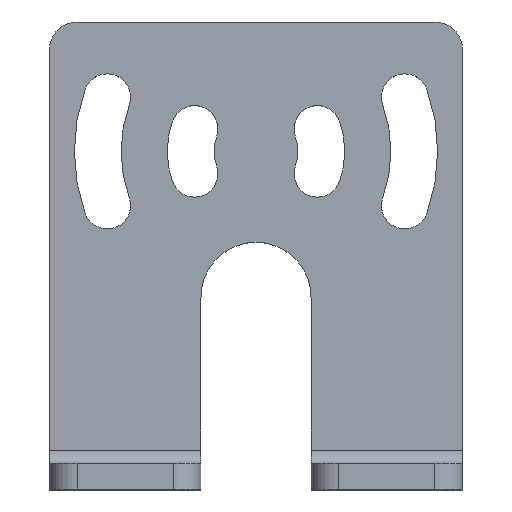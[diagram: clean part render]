
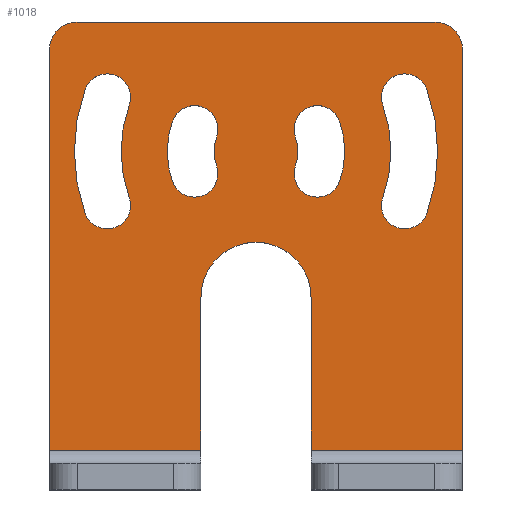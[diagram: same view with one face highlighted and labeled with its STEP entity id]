
A CAD part, top view. The second image highlights one B-rep face of the part: STEP entity #1018.
In plain terms, the highlighted planar face has unit normal (0, 0, 1).
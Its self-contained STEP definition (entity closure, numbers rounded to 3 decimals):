
#127=CARTESIAN_POINT('',(4.464,22.975,1.9));
#128=DIRECTION('',(0.,0.,1.));
#129=DIRECTION('',(-0.94,0.342,0.));
#130=AXIS2_PLACEMENT_3D('',#127,#128,#129);
#132=CARTESIAN_POINT('',(0.,24.6,1.9));
#133=DIRECTION('',(0.,0.,1.));
#134=DIRECTION('',(0.94,-0.342,0.));
#135=AXIS2_PLACEMENT_3D('',#132,#133,#134);
#137=CARTESIAN_POINT('',(4.464,26.225,1.9));
#138=DIRECTION('',(0.,0.,1.));
#139=DIRECTION('',(0.94,0.342,0.));
#140=AXIS2_PLACEMENT_3D('',#137,#138,#139);
#142=CARTESIAN_POINT('',(0.,24.6,1.9));
#143=DIRECTION('',(0.,0.,1.));
#144=DIRECTION('',(0.94,-0.342,0.));
#145=AXIS2_PLACEMENT_3D('',#142,#143,#144);
#147=CARTESIAN_POINT('',(-10.806,28.533,1.9));
#148=DIRECTION('',(0.,0.,1.));
#149=DIRECTION('',(0.94,-0.342,0.));
#150=AXIS2_PLACEMENT_3D('',#147,#148,#149);
#152=CARTESIAN_POINT('',(0.,24.6,1.9));
#153=DIRECTION('',(0.,0.,1.));
#154=DIRECTION('',(-0.94,0.342,0.));
#155=AXIS2_PLACEMENT_3D('',#152,#153,#154);
#157=CARTESIAN_POINT('',(-10.806,20.667,1.9));
#158=DIRECTION('',(0.,0.,1.));
#159=DIRECTION('',(-0.94,-0.342,0.));
#160=AXIS2_PLACEMENT_3D('',#157,#158,#159);
#162=CARTESIAN_POINT('',(0.,24.6,1.9));
#163=DIRECTION('',(0.,0.,1.));
#164=DIRECTION('',(-0.94,0.342,0.));
#165=AXIS2_PLACEMENT_3D('',#162,#163,#164);
#167=CARTESIAN_POINT('',(-4.464,22.975,1.9));
#168=DIRECTION('',(0.,0.,-1.));
#169=DIRECTION('',(0.94,0.342,0.));
#170=AXIS2_PLACEMENT_3D('',#167,#168,#169);
#172=CARTESIAN_POINT('',(0.,24.6,1.9));
#173=DIRECTION('',(0.,0.,-1.));
#174=DIRECTION('',(-0.94,-0.342,0.));
#175=AXIS2_PLACEMENT_3D('',#172,#173,#174);
#177=CARTESIAN_POINT('',(-4.464,26.225,1.9));
#178=DIRECTION('',(0.,0.,-1.));
#179=DIRECTION('',(-0.94,0.342,0.));
#180=AXIS2_PLACEMENT_3D('',#177,#178,#179);
#182=CARTESIAN_POINT('',(0.,24.6,1.9));
#183=DIRECTION('',(0.,0.,-1.));
#184=DIRECTION('',(-0.94,-0.342,0.));
#185=AXIS2_PLACEMENT_3D('',#182,#183,#184);
#187=CARTESIAN_POINT('',(10.806,28.533,1.9));
#188=DIRECTION('',(0.,0.,-1.));
#189=DIRECTION('',(-0.94,-0.342,0.));
#190=AXIS2_PLACEMENT_3D('',#187,#188,#189);
#192=CARTESIAN_POINT('',(0.,24.6,1.9));
#193=DIRECTION('',(0.,0.,-1.));
#194=DIRECTION('',(0.94,0.342,0.));
#195=AXIS2_PLACEMENT_3D('',#192,#193,#194);
#197=CARTESIAN_POINT('',(10.806,20.667,1.9));
#198=DIRECTION('',(0.,0.,-1.));
#199=DIRECTION('',(0.94,-0.342,0.));
#200=AXIS2_PLACEMENT_3D('',#197,#198,#199);
#202=CARTESIAN_POINT('',(0.,24.6,1.9));
#203=DIRECTION('',(0.,0.,-1.));
#204=DIRECTION('',(0.94,0.342,0.));
#205=AXIS2_PLACEMENT_3D('',#202,#203,#204);
#207=CARTESIAN_POINT('',(13.,32.,1.9));
#208=DIRECTION('',(0.,0.,1.));
#209=DIRECTION('',(1.,0.,0.));
#210=AXIS2_PLACEMENT_3D('',#207,#208,#209);
#212=DIRECTION('',(0.,1.,0.));
#213=VECTOR('',#212,29.1);
#214=CARTESIAN_POINT('',(15.,2.9,1.9));
#215=LINE('',#214,#213);
#216=DIRECTION('',(0.,1.,0.));
#217=VECTOR('',#216,11.1);
#218=CARTESIAN_POINT('',(4.,2.9,1.9));
#219=LINE('',#218,#217);
#220=DIRECTION('',(0.,1.,0.));
#221=VECTOR('',#220,11.1);
#222=CARTESIAN_POINT('',(-4.,2.9,1.9));
#223=LINE('',#222,#221);
#224=DIRECTION('',(0.,-1.,0.));
#225=VECTOR('',#224,29.1);
#226=CARTESIAN_POINT('',(-15.,32.,1.9));
#227=LINE('',#226,#225);
#228=CARTESIAN_POINT('',(-13.,32.,1.9));
#229=DIRECTION('',(0.,0.,1.));
#230=DIRECTION('',(0.,1.,0.));
#231=AXIS2_PLACEMENT_3D('',#228,#229,#230);
#233=DIRECTION('',(-1.,0.,0.));
#234=VECTOR('',#233,26.);
#235=CARTESIAN_POINT('',(13.,34.,1.9));
#236=LINE('',#235,#234);
#329=CARTESIAN_POINT('',(0.,14.,1.9));
#330=DIRECTION('',(0.,0.,-1.));
#331=DIRECTION('',(-1.,0.,0.));
#332=AXIS2_PLACEMENT_3D('',#329,#330,#331);
#386=DIRECTION('',(1.,0.,0.));
#387=VECTOR('',#386,11.);
#388=CARTESIAN_POINT('',(-15.,2.9,1.9));
#389=LINE('',#388,#387);
#643=DIRECTION('',(1.,0.,0.));
#644=VECTOR('',#643,11.);
#645=CARTESIAN_POINT('',(4.,2.9,1.9));
#646=LINE('',#645,#644);
#679=CARTESIAN_POINT('',(2.866,23.557,1.9));
#680=CARTESIAN_POINT('',(6.061,22.394,1.9));
#681=VERTEX_POINT('',#679);
#682=VERTEX_POINT('',#680);
#683=CARTESIAN_POINT('',(2.866,25.643,1.9));
#684=VERTEX_POINT('',#683);
#685=CARTESIAN_POINT('',(6.061,26.806,1.9));
#686=VERTEX_POINT('',#685);
#687=CARTESIAN_POINT('',(-9.209,27.952,1.9));
#688=CARTESIAN_POINT('',(-12.404,29.115,1.9));
#689=VERTEX_POINT('',#687);
#690=VERTEX_POINT('',#688);
#691=CARTESIAN_POINT('',(-9.209,21.248,1.9));
#692=VERTEX_POINT('',#691);
#693=CARTESIAN_POINT('',(-12.404,20.085,1.9));
#694=VERTEX_POINT('',#693);
#695=CARTESIAN_POINT('',(-2.866,23.557,1.9));
#696=CARTESIAN_POINT('',(-6.061,22.394,1.9));
#697=VERTEX_POINT('',#695);
#698=VERTEX_POINT('',#696);
#699=CARTESIAN_POINT('',(-6.061,26.806,1.9));
#700=VERTEX_POINT('',#699);
#701=CARTESIAN_POINT('',(-2.866,25.643,1.9));
#702=VERTEX_POINT('',#701);
#703=CARTESIAN_POINT('',(9.209,27.952,1.9));
#704=CARTESIAN_POINT('',(12.404,29.115,1.9));
#705=VERTEX_POINT('',#703);
#706=VERTEX_POINT('',#704);
#707=CARTESIAN_POINT('',(12.404,20.085,1.9));
#708=VERTEX_POINT('',#707);
#709=CARTESIAN_POINT('',(9.209,21.248,1.9));
#710=VERTEX_POINT('',#709);
#719=CARTESIAN_POINT('',(-15.,2.9,1.9));
#721=VERTEX_POINT('',#719);
#723=CARTESIAN_POINT('',(15.,2.9,1.9));
#725=VERTEX_POINT('',#723);
#768=CARTESIAN_POINT('',(-4.,2.9,1.9));
#770=VERTEX_POINT('',#768);
#772=CARTESIAN_POINT('',(4.,2.9,1.9));
#774=VERTEX_POINT('',#772);
#776=CARTESIAN_POINT('',(4.,14.,1.9));
#778=VERTEX_POINT('',#776);
#780=CARTESIAN_POINT('',(-4.,14.,1.9));
#782=VERTEX_POINT('',#780);
#787=CARTESIAN_POINT('',(15.,32.,1.9));
#788=VERTEX_POINT('',#787);
#789=CARTESIAN_POINT('',(13.,34.,1.9));
#790=VERTEX_POINT('',#789);
#795=CARTESIAN_POINT('',(-13.,34.,1.9));
#796=VERTEX_POINT('',#795);
#797=CARTESIAN_POINT('',(-15.,32.,1.9));
#798=VERTEX_POINT('',#797);
#955=CARTESIAN_POINT('',(0.,0.,1.9));
#956=DIRECTION('',(0.,0.,1.));
#957=DIRECTION('',(1.,0.,0.));
#958=AXIS2_PLACEMENT_3D('',#955,#956,#957);
#959=PLANE('',#958);
#961=ORIENTED_EDGE('',*,*,#960,.F.);
#963=ORIENTED_EDGE('',*,*,#962,.F.);
#965=ORIENTED_EDGE('',*,*,#964,.F.);
#967=ORIENTED_EDGE('',*,*,#966,.T.);
#969=ORIENTED_EDGE('',*,*,#968,.F.);
#971=ORIENTED_EDGE('',*,*,#970,.F.);
#973=ORIENTED_EDGE('',*,*,#972,.F.);
#975=ORIENTED_EDGE('',*,*,#974,.F.);
#977=ORIENTED_EDGE('',*,*,#976,.F.);
#979=ORIENTED_EDGE('',*,*,#978,.F.);
#980=EDGE_LOOP('',(#961,#963,#965,#967,#969,#971,#973,#975,#977,#979));
#981=FACE_OUTER_BOUND('',#980,.F.);
#983=ORIENTED_EDGE('',*,*,#982,.T.);
#985=ORIENTED_EDGE('',*,*,#984,.T.);
#987=ORIENTED_EDGE('',*,*,#986,.T.);
#989=ORIENTED_EDGE('',*,*,#988,.F.);
#990=EDGE_LOOP('',(#983,#985,#987,#989));
#991=FACE_BOUND('',#990,.F.);
#993=ORIENTED_EDGE('',*,*,#992,.F.);
#995=ORIENTED_EDGE('',*,*,#994,.T.);
#997=ORIENTED_EDGE('',*,*,#996,.F.);
#999=ORIENTED_EDGE('',*,*,#998,.F.);
#1000=EDGE_LOOP('',(#993,#995,#997,#999));
#1001=FACE_BOUND('',#1000,.F.);
#1003=ORIENTED_EDGE('',*,*,#1002,.F.);
#1005=ORIENTED_EDGE('',*,*,#1004,.T.);
#1007=ORIENTED_EDGE('',*,*,#1006,.F.);
#1009=ORIENTED_EDGE('',*,*,#1008,.F.);
#1010=EDGE_LOOP('',(#1003,#1005,#1007,#1009));
#1011=FACE_BOUND('',#1010,.F.);
#1012=ORIENTED_EDGE('',*,*,#907,.T.);
#1013=ORIENTED_EDGE('',*,*,#922,.T.);
#1014=ORIENTED_EDGE('',*,*,#936,.T.);
#1015=ORIENTED_EDGE('',*,*,#949,.F.);
#1016=EDGE_LOOP('',(#1012,#1013,#1014,#1015));
#1017=FACE_BOUND('',#1016,.F.);
#1018=ADVANCED_FACE('',(#981,#991,#1001,#1011,#1017),#959,.T.);
#131=CIRCLE('',#130,1.7);
#136=CIRCLE('',#135,6.45);
#141=CIRCLE('',#140,1.7);
#146=CIRCLE('',#145,3.05);
#151=CIRCLE('',#150,1.7);
#156=CIRCLE('',#155,13.2);
#161=CIRCLE('',#160,1.7);
#166=CIRCLE('',#165,9.8);
#171=CIRCLE('',#170,1.7);
#176=CIRCLE('',#175,3.05);
#181=CIRCLE('',#180,1.7);
#186=CIRCLE('',#185,6.45);
#191=CIRCLE('',#190,1.7);
#196=CIRCLE('',#195,9.8);
#201=CIRCLE('',#200,1.7);
#206=CIRCLE('',#205,13.2);
#211=CIRCLE('',#210,2.);
#232=CIRCLE('',#231,2.);
#333=CIRCLE('',#332,4.);
#907=EDGE_CURVE('',#681,#682,#131,.T.);
#922=EDGE_CURVE('',#682,#686,#136,.T.);
#936=EDGE_CURVE('',#686,#684,#141,.T.);
#949=EDGE_CURVE('',#681,#684,#146,.T.);
#960=EDGE_CURVE('',#788,#790,#211,.T.);
#962=EDGE_CURVE('',#725,#788,#215,.T.);
#964=EDGE_CURVE('',#774,#725,#646,.T.);
#966=EDGE_CURVE('',#774,#778,#219,.T.);
#968=EDGE_CURVE('',#782,#778,#333,.T.);
#970=EDGE_CURVE('',#770,#782,#223,.T.);
#972=EDGE_CURVE('',#721,#770,#389,.T.);
#974=EDGE_CURVE('',#798,#721,#227,.T.);
#976=EDGE_CURVE('',#796,#798,#232,.T.);
#978=EDGE_CURVE('',#790,#796,#236,.T.);
#982=EDGE_CURVE('',#689,#690,#151,.T.);
#984=EDGE_CURVE('',#690,#694,#156,.T.);
#986=EDGE_CURVE('',#694,#692,#161,.T.);
#988=EDGE_CURVE('',#689,#692,#166,.T.);
#992=EDGE_CURVE('',#697,#698,#171,.T.);
#994=EDGE_CURVE('',#697,#702,#176,.T.);
#996=EDGE_CURVE('',#700,#702,#181,.T.);
#998=EDGE_CURVE('',#698,#700,#186,.T.);
#1002=EDGE_CURVE('',#705,#706,#191,.T.);
#1004=EDGE_CURVE('',#705,#710,#196,.T.);
#1006=EDGE_CURVE('',#708,#710,#201,.T.);
#1008=EDGE_CURVE('',#706,#708,#206,.T.);
